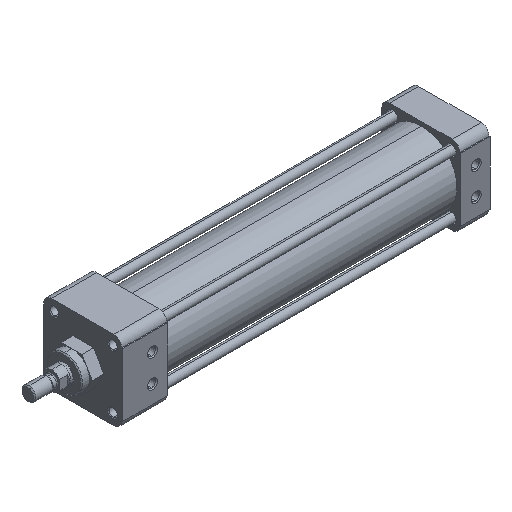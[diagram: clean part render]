
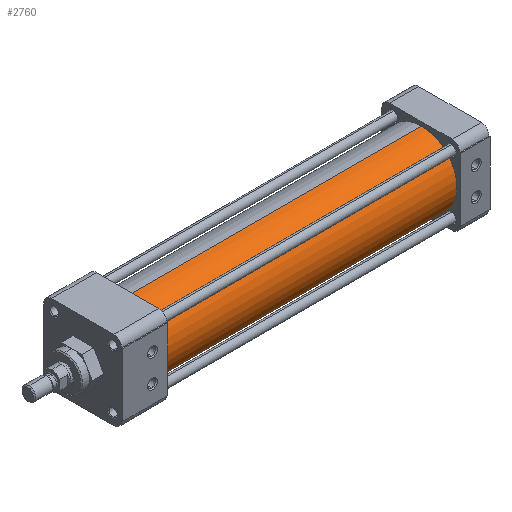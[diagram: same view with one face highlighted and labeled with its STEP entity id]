
A CAD part, isometric view. The second image highlights one B-rep face of the part: STEP entity #2760.
In plain terms, the highlighted cylindrical face has radius 28.575 mm (diameter 57.15 mm), a partial arc.
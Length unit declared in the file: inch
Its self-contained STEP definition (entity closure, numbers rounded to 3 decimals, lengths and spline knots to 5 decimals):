
#89 = CYLINDRICAL_SURFACE ( 'NONE', #3593, 1.125 ) ;
#427 = LINE ( 'NONE', #504, #5993 ) ;
#504 = CARTESIAN_POINT ( 'NONE',  ( 10.701, 0., -1.125 ) ) ;
#630 = DIRECTION ( 'NONE',  ( 0., 0., -1. ) ) ;
#764 = DIRECTION ( 'NONE',  ( 0., 0., -1. ) ) ;
#945 = DIRECTION ( 'NONE',  ( 0., 0., -1. ) ) ;
#1258 = ORIENTED_EDGE ( 'NONE', *, *, #8325, .T. ) ;
#1717 = CIRCLE ( 'NONE', #7454, 1.125 ) ;
#2760 = ADVANCED_FACE ( 'NONE', ( #14406 ), #89, .T. ) ;
#3593 = AXIS2_PLACEMENT_3D ( 'NONE', #7440, #8498, #764 ) ;
#3798 = CARTESIAN_POINT ( 'NONE',  ( 10.701, 0., 1.125 ) ) ;
#4061 = CARTESIAN_POINT ( 'NONE',  ( 10.701, 0., 1.125 ) ) ;
#4254 = VERTEX_POINT ( 'NONE', #5270 ) ;
#4613 = VERTEX_POINT ( 'NONE', #5907 ) ;
#4672 = CIRCLE ( 'NONE', #13137, 1.125 ) ;
#5270 = CARTESIAN_POINT ( 'NONE',  ( 10.701, 0., -1.125 ) ) ;
#5907 = CARTESIAN_POINT ( 'NONE',  ( 1.42, 0., -1.125 ) ) ;
#5993 = VECTOR ( 'NONE', #11530, 39.37008 ) ;
#6369 = CARTESIAN_POINT ( 'NONE',  ( 1.42, 0., 1.125 ) ) ;
#6824 = VERTEX_POINT ( 'NONE', #3798 ) ;
#7296 = DIRECTION ( 'NONE',  ( 1., 0., 0. ) ) ;
#7440 = CARTESIAN_POINT ( 'NONE',  ( 10.701, 0., 0. ) ) ;
#7454 = AXIS2_PLACEMENT_3D ( 'NONE', #13975, #7296, #630 ) ;
#7483 = EDGE_CURVE ( 'NONE', #12108, #6824, #8715, .T. ) ;
#7639 = DIRECTION ( 'NONE',  ( -1., 0., 0. ) ) ;
#8183 = EDGE_CURVE ( 'NONE', #12108, #4613, #1717, .T. ) ;
#8325 = EDGE_CURVE ( 'NONE', #4254, #6824, #4672, .T. ) ;
#8498 = DIRECTION ( 'NONE',  ( 1., 0., 0. ) ) ;
#8715 = LINE ( 'NONE', #4061, #11653 ) ;
#9166 = EDGE_LOOP ( 'NONE', ( #11958, #14207, #12644, #1258 ) ) ;
#9520 = EDGE_CURVE ( 'NONE', #4613, #4254, #427, .T. ) ;
#10723 = DIRECTION ( 'NONE',  ( 1., 0., 0. ) ) ;
#11530 = DIRECTION ( 'NONE',  ( 1., 0., 0. ) ) ;
#11653 = VECTOR ( 'NONE', #10723, 39.37008 ) ;
#11958 = ORIENTED_EDGE ( 'NONE', *, *, #7483, .F. ) ;
#12108 = VERTEX_POINT ( 'NONE', #6369 ) ;
#12644 = ORIENTED_EDGE ( 'NONE', *, *, #9520, .T. ) ;
#13137 = AXIS2_PLACEMENT_3D ( 'NONE', #14311, #7639, #945 ) ;
#13975 = CARTESIAN_POINT ( 'NONE',  ( 1.42, 0., 0. ) ) ;
#14207 = ORIENTED_EDGE ( 'NONE', *, *, #8183, .T. ) ;
#14311 = CARTESIAN_POINT ( 'NONE',  ( 10.701, 0., 0. ) ) ;
#14406 = FACE_OUTER_BOUND ( 'NONE', #9166, .T. ) ;
